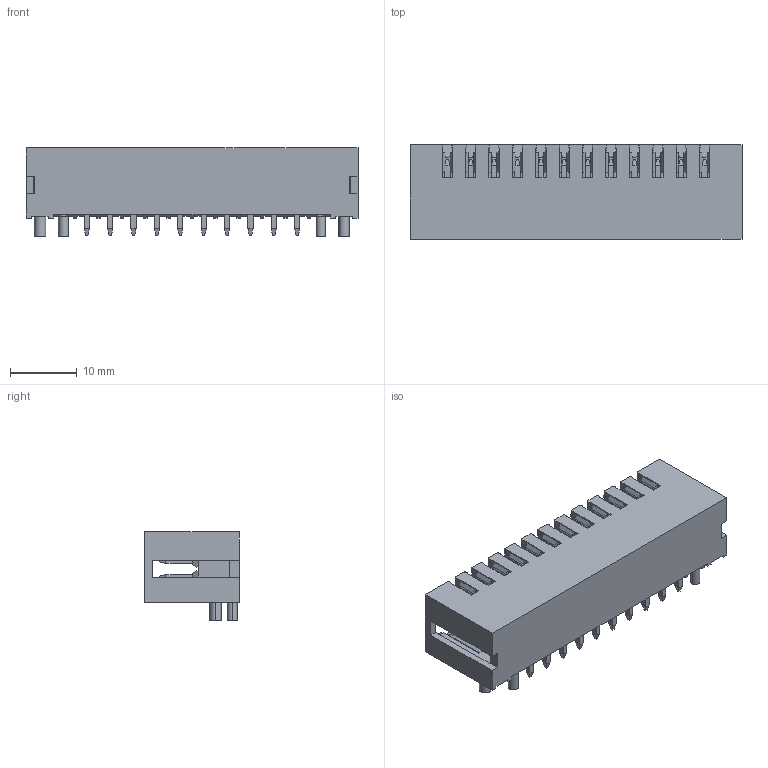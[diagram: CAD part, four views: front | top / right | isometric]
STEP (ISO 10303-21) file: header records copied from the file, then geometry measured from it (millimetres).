
FILE_DESCRIPTION (( 'STEP AP214' ), '1' );
FILE_NAME ('KInco driver IO connector dinkle-24p_socket_asm - Copy.STEP', '2025-06-26T02:37:26', ( '' ), ( '' ), 'SwSTEP 2.0', 'SolidWorks 2025', '' );
FILE_SCHEMA (( 'AUTOMOTIVE_DESIGN' ));
Length unit declared in the file: millimetre
Products named in the file (1): KInco driver IO connector dinkle-24p_socket_asm - Copy
Bounding box: 49.7 x 14.2 x 13.2 mm (x, y, z)
Volume: 4161.1 mm3; surface area: 4838.5 mm2
Topology: 1 solids, 1 shells, 1148 faces, 2908 edges, 1836 vertices
Faces by surface type: plane 1052, cylinder 96
Entity records: 33891 total; most frequent: CARTESIAN_POINT 6181, ORIENTED_EDGE 5816, DIRECTION 5422, EDGE_CURVE 2908, VECTOR 2668, LINE 2668, VERTEX_POINT 1836, AXIS2_PLACEMENT_3D 1377
